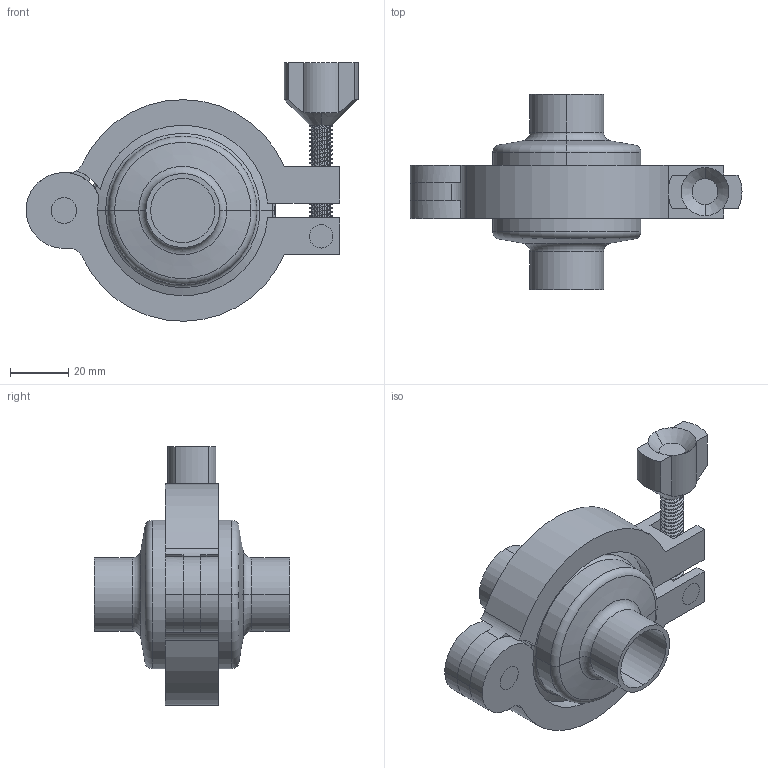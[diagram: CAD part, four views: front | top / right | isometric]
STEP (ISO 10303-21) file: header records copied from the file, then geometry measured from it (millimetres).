
FILE_DESCRIPTION (( 'STEP AP203' ), '1' );
FILE_NAME ('SVC-100-TE.STEP', '2017-06-08T14:15:23', ( '' ), ( '' ), 'SwSTEP 2.0', 'SolidWorks 2014', '' );
FILE_SCHEMA (( 'CONFIG_CONTROL_DESIGN' ));
Length unit declared in the file: inch
Products named in the file (2): SVC-100-TE
Bounding box: 114.15 x 67.11 x 88.9 mm (x, y, z)
Volume: 124171.8 mm3; surface area: 35796.1 mm2
Topology: 2 solids, 2 shells, 309 faces, 659 edges, 364 vertices
Faces by surface type: cylinder 141, cone 112, plane 40, torus 16
Entity records: 11386 total; most frequent: CARTESIAN_POINT 4716, DIRECTION 1405, ORIENTED_EDGE 1318, EDGE_CURVE 659, AXIS2_PLACEMENT_3D 553, VERTEX_POINT 364, EDGE_LOOP 321, ADVANCED_FACE 309
